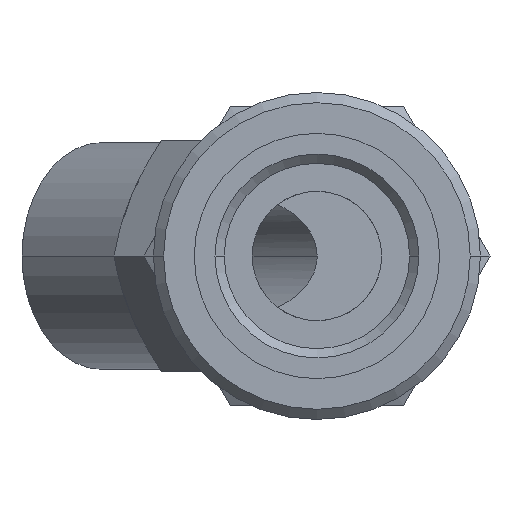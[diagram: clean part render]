
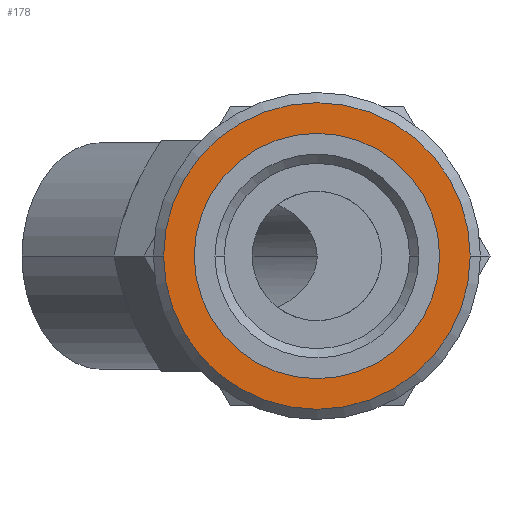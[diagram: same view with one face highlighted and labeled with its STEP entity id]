
A CAD part, front view. The second image highlights one B-rep face of the part: STEP entity #178.
In plain terms, the highlighted planar face has unit normal (0, -1, 0).
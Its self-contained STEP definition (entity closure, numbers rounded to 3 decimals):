
#178=ADVANCED_FACE('',(#401,#402),#403,.T.);
#401=FACE_BOUND('',#670,.T.);
#402=FACE_OUTER_BOUND('',#671,.T.);
#403=PLANE('',#672);
#670=EDGE_LOOP('',(#1116,#1117));
#671=EDGE_LOOP('',(#1118,#1119));
#672=AXIS2_PLACEMENT_3D('',#1120,#1121,#1122);
#1116=ORIENTED_EDGE('',*,*,#1593,.T.);
#1117=ORIENTED_EDGE('',*,*,#1683,.T.);
#1118=ORIENTED_EDGE('',*,*,#1547,.F.);
#1119=ORIENTED_EDGE('',*,*,#1684,.F.);
#1120=CARTESIAN_POINT('',(5.625,0.1,0.0));
#1121=DIRECTION('',(-0.0,-1.0,-0.0));
#1122=DIRECTION('',(-1.0,0.0,0.0));
#1547=EDGE_CURVE('',#1829,#1832,#1833,.T.);
#1593=EDGE_CURVE('',#1907,#1905,#1908,.T.);
#1683=EDGE_CURVE('',#1905,#1907,#2044,.T.);
#1684=EDGE_CURVE('',#1832,#1829,#2045,.T.);
#1829=VERTEX_POINT('',#2267);
#1832=VERTEX_POINT('',#2271);
#1833=CIRCLE('',#2272,11.25);
#1905=VERTEX_POINT('',#2377);
#1907=VERTEX_POINT('',#2380);
#1908=CIRCLE('',#2381,9.0);
#2044=CIRCLE('',#2755,9.0);
#2045=CIRCLE('',#2756,11.25);
#2267=CARTESIAN_POINT('',(11.25,0.1,0.0));
#2271=CARTESIAN_POINT('',(-11.25,0.1,0.));
#2272=AXIS2_PLACEMENT_3D('',#3095,#3096,#3097);
#2377=CARTESIAN_POINT('',(9.0,0.1,0.));
#2380=CARTESIAN_POINT('',(-9.0,0.1,0.));
#2381=AXIS2_PLACEMENT_3D('',#3176,#3177,#3178);
#2755=AXIS2_PLACEMENT_3D('',#3302,#3303,#3304);
#2756=AXIS2_PLACEMENT_3D('',#3305,#3306,#3307);
#3095=CARTESIAN_POINT('',(0.0,0.1,0.0));
#3096=DIRECTION('',(-0.0,1.0,0.0));
#3097=DIRECTION('',(1.0,0.0,0.0));
#3176=CARTESIAN_POINT('',(0.0,0.1,0.0));
#3177=DIRECTION('',(-0.0,1.0,0.0));
#3178=DIRECTION('',(1.0,0.0,0.0));
#3302=CARTESIAN_POINT('',(0.0,0.1,0.0));
#3303=DIRECTION('',(-0.0,1.0,0.0));
#3304=DIRECTION('',(1.0,0.0,0.0));
#3305=CARTESIAN_POINT('',(0.0,0.1,0.0));
#3306=DIRECTION('',(-0.0,1.0,0.0));
#3307=DIRECTION('',(1.0,0.0,0.0));
